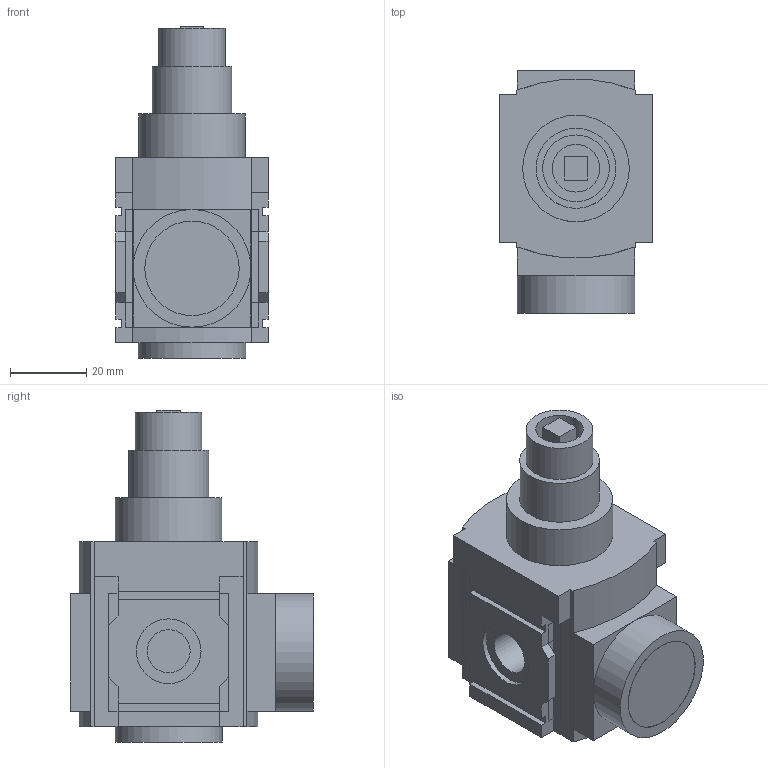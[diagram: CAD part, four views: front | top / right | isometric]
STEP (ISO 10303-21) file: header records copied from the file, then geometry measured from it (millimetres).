
FILE_DESCRIPTION(('FreeCAD Model'),'2;1');
FILE_NAME('INGERSOLL_AROregulator1000.step','2020-03-23T11:01:24',('Author'),(''), 'Open CASCADE STEP processor 7.3','FreeCAD','Unknown');
FILE_SCHEMA(('AUTOMOTIVE_DESIGN { 1 0 10303 214 1 1 1 1 }'));
Length unit declared in the file: millimetre
Products named in the file (1): Pocket011
Bounding box: 40 x 63.75 x 87.2 mm (x, y, z)
Volume: 109035.2 mm3; surface area: 18579.8 mm2
Topology: 1 solids, 1 shells, 130 faces, 328 edges, 213 vertices
Faces by surface type: plane 117, cylinder 13
Full cylindrical faces by diameter (mm): 11.3 x2, 12.5 x1, 17 x2, 17.5 x1, 21 x1, 24.8 x1, 28 x1, 28.15 x1, 30.9 x1
Entity records: 3851 total; most frequent: CARTESIAN_POINT 672, ORIENTED_EDGE 656, DIRECTION 623, EDGE_CURVE 328, LINE 295, VECTOR 295, VERTEX_POINT 213, AXIS2_PLACEMENT_3D 164
